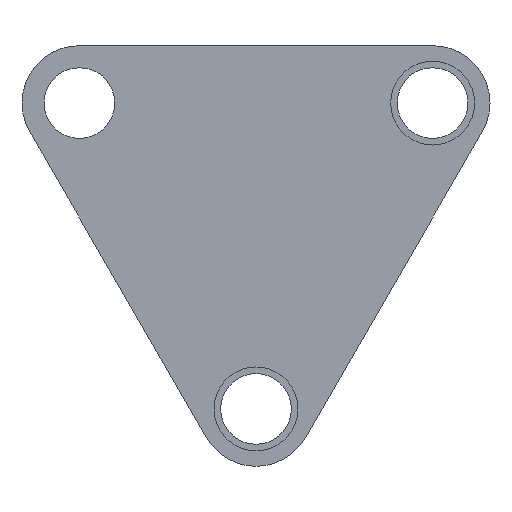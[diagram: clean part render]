
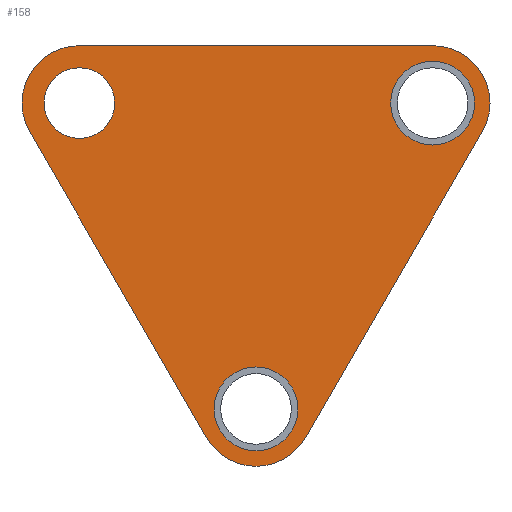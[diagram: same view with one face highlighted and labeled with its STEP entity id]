
A CAD part, front view. The second image highlights one B-rep face of the part: STEP entity #158.
In plain terms, the highlighted planar face has unit normal (0, -1, 0).
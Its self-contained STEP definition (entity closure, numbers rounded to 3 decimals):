
#2 = DIRECTION ( 'NONE',  ( 0., 1., 0. ) ) ;
#3 = DIRECTION ( 'NONE',  ( 0., 0., -1. ) ) ;
#11 = ORIENTED_EDGE ( 'NONE', *, *, #291, .F. ) ;
#23 = EDGE_CURVE ( 'NONE', #30, #436, #287, .T. ) ;
#28 = CARTESIAN_POINT ( 'NONE',  ( 0., 0., 0. ) ) ;
#30 = VERTEX_POINT ( 'NONE', #624 ) ;
#32 = EDGE_CURVE ( 'NONE', #521, #736, #179, .T. ) ;
#33 = DIRECTION ( 'NONE',  ( 0., 1., 0. ) ) ;
#41 = ORIENTED_EDGE ( 'NONE', *, *, #503, .T. ) ;
#42 = EDGE_CURVE ( 'NONE', #407, #412, #524, .T. ) ;
#51 = EDGE_CURVE ( 'NONE', #736, #521, #277, .T. ) ;
#55 = DIRECTION ( 'NONE',  ( 0., 1., 0. ) ) ;
#72 = CARTESIAN_POINT ( 'NONE',  ( 20., 0., -34.641 ) ) ;
#88 = DIRECTION ( 'NONE',  ( 0.5, 0., 0.866 ) ) ;
#95 = CARTESIAN_POINT ( 'NONE',  ( 0., 0., 0. ) ) ;
#105 = VECTOR ( 'NONE', #405, 1000. ) ;
#110 = EDGE_LOOP ( 'NONE', ( #273, #388 ) ) ;
#114 = DIRECTION ( 'NONE',  ( 0., 0., 1. ) ) ;
#117 = DIRECTION ( 'NONE',  ( 0., 0., 1. ) ) ;
#120 = EDGE_LOOP ( 'NONE', ( #506, #636 ) ) ;
#137 = DIRECTION ( 'NONE',  ( 0., 0., -1. ) ) ;
#138 = AXIS2_PLACEMENT_3D ( 'NONE', #28, #731, #434 ) ;
#146 = FACE_BOUND ( 'NONE', #313, .T. ) ;
#150 = CIRCLE ( 'NONE', #590, 6.5 ) ;
#158 = ADVANCED_FACE ( 'NONE', ( #596, #328, #146, #559 ), #376, .F. ) ;
#168 = VERTEX_POINT ( 'NONE', #271 ) ;
#169 = VERTEX_POINT ( 'NONE', #425 ) ;
#179 = CIRCLE ( 'NONE', #605, 4.75 ) ;
#181 = ORIENTED_EDGE ( 'NONE', *, *, #426, .F. ) ;
#186 = CIRCLE ( 'NONE', #438, 4. ) ;
#200 = CARTESIAN_POINT ( 'NONE',  ( 40., 0., 0. ) ) ;
#213 = VERTEX_POINT ( 'NONE', #734 ) ;
#215 = CIRCLE ( 'NONE', #703, 6.5 ) ;
#216 = LINE ( 'NONE', #683, #514 ) ;
#226 = DIRECTION ( 'NONE',  ( 0., -1., 0. ) ) ;
#234 = EDGE_CURVE ( 'NONE', #692, #213, #428, .T. ) ;
#251 = CARTESIAN_POINT ( 'NONE',  ( 40., 0., 0. ) ) ;
#262 = CARTESIAN_POINT ( 'NONE',  ( 40., 0., 4.75 ) ) ;
#271 = CARTESIAN_POINT ( 'NONE',  ( 0., 0., -4. ) ) ;
#273 = ORIENTED_EDGE ( 'NONE', *, *, #32, .F. ) ;
#277 = CIRCLE ( 'NONE', #430, 4.75 ) ;
#279 = EDGE_CURVE ( 'NONE', #168, #169, #527, .T. ) ;
#287 = LINE ( 'NONE', #686, #377 ) ;
#288 = VERTEX_POINT ( 'NONE', #614 ) ;
#290 = ORIENTED_EDGE ( 'NONE', *, *, #23, .T. ) ;
#291 = EDGE_CURVE ( 'NONE', #412, #288, #728, .T. ) ;
#296 = CARTESIAN_POINT ( 'NONE',  ( 25.629, 0., -37.891 ) ) ;
#297 = EDGE_CURVE ( 'NONE', #482, #288, #216, .T. ) ;
#308 = ORIENTED_EDGE ( 'NONE', *, *, #327, .F. ) ;
#313 = EDGE_LOOP ( 'NONE', ( #41, #336 ) ) ;
#324 = CARTESIAN_POINT ( 'NONE',  ( 0., 0., 0. ) ) ;
#327 = EDGE_CURVE ( 'NONE', #30, #407, #150, .T. ) ;
#328 = FACE_BOUND ( 'NONE', #110, .T. ) ;
#334 = DIRECTION ( 'NONE',  ( 0., 1., 0. ) ) ;
#336 = ORIENTED_EDGE ( 'NONE', *, *, #279, .T. ) ;
#354 = ORIENTED_EDGE ( 'NONE', *, *, #574, .F. ) ;
#356 = CARTESIAN_POINT ( 'NONE',  ( 20., 0., -39.391 ) ) ;
#375 = AXIS2_PLACEMENT_3D ( 'NONE', #251, #481, #721 ) ;
#376 = PLANE ( 'NONE',  #490 ) ;
#377 = VECTOR ( 'NONE', #516, 1000. ) ;
#381 = CARTESIAN_POINT ( 'NONE',  ( 20., 0., -29.891 ) ) ;
#388 = ORIENTED_EDGE ( 'NONE', *, *, #51, .F. ) ;
#394 = AXIS2_PLACEMENT_3D ( 'NONE', #200, #334, #435 ) ;
#405 = DIRECTION ( 'NONE',  ( 1., 0., 0. ) ) ;
#407 = VERTEX_POINT ( 'NONE', #742 ) ;
#412 = VERTEX_POINT ( 'NONE', #505 ) ;
#425 = CARTESIAN_POINT ( 'NONE',  ( 0., 0., 4. ) ) ;
#426 = EDGE_CURVE ( 'NONE', #482, #627, #677, .T. ) ;
#428 = CIRCLE ( 'NONE', #663, 4.75 ) ;
#430 = AXIS2_PLACEMENT_3D ( 'NONE', #465, #529, #3 ) ;
#434 = DIRECTION ( 'NONE',  ( 0., 0., 1. ) ) ;
#435 = DIRECTION ( 'NONE',  ( 0., 0., 1. ) ) ;
#436 = VERTEX_POINT ( 'NONE', #629 ) ;
#438 = AXIS2_PLACEMENT_3D ( 'NONE', #638, #2, #117 ) ;
#441 = CIRCLE ( 'NONE', #375, 4.75 ) ;
#459 = CARTESIAN_POINT ( 'NONE',  ( 20., 0., -34.641 ) ) ;
#465 = CARTESIAN_POINT ( 'NONE',  ( 20., 0., -34.641 ) ) ;
#475 = CARTESIAN_POINT ( 'NONE',  ( 0., 0., 6.5 ) ) ;
#481 = DIRECTION ( 'NONE',  ( 0., -1., 0. ) ) ;
#482 = VERTEX_POINT ( 'NONE', #296 ) ;
#490 = AXIS2_PLACEMENT_3D ( 'NONE', #95, #33, #602 ) ;
#498 = DIRECTION ( 'NONE',  ( 0., 1., 0. ) ) ;
#503 = EDGE_CURVE ( 'NONE', #169, #168, #186, .T. ) ;
#505 = CARTESIAN_POINT ( 'NONE',  ( 40., 0., 6.5 ) ) ;
#506 = ORIENTED_EDGE ( 'NONE', *, *, #625, .F. ) ;
#509 = DIRECTION ( 'NONE',  ( 0., 0., 1. ) ) ;
#512 = AXIS2_PLACEMENT_3D ( 'NONE', #459, #55, #573 ) ;
#514 = VECTOR ( 'NONE', #88, 1000. ) ;
#516 = DIRECTION ( 'NONE',  ( 0.5, 0., -0.866 ) ) ;
#521 = VERTEX_POINT ( 'NONE', #356 ) ;
#524 = LINE ( 'NONE', #475, #105 ) ;
#527 = CIRCLE ( 'NONE', #138, 4. ) ;
#529 = DIRECTION ( 'NONE',  ( 0., -1., 0. ) ) ;
#543 = EDGE_LOOP ( 'NONE', ( #290, #354, #181, #653, #11, #648, #308 ) ) ;
#559 = FACE_OUTER_BOUND ( 'NONE', #543, .T. ) ;
#573 = DIRECTION ( 'NONE',  ( 0., 0., 1. ) ) ;
#574 = EDGE_CURVE ( 'NONE', #627, #436, #215, .T. ) ;
#581 = CARTESIAN_POINT ( 'NONE',  ( 20., 0., -41.141 ) ) ;
#590 = AXIS2_PLACEMENT_3D ( 'NONE', #324, #498, #509 ) ;
#594 = DIRECTION ( 'NONE',  ( 0., 1., 0. ) ) ;
#596 = FACE_BOUND ( 'NONE', #120, .T. ) ;
#602 = DIRECTION ( 'NONE',  ( 0., 0., 1. ) ) ;
#605 = AXIS2_PLACEMENT_3D ( 'NONE', #750, #226, #659 ) ;
#614 = CARTESIAN_POINT ( 'NONE',  ( 45.629, 0., -3.25 ) ) ;
#624 = CARTESIAN_POINT ( 'NONE',  ( -5.629, 0., -3.25 ) ) ;
#625 = EDGE_CURVE ( 'NONE', #213, #692, #441, .T. ) ;
#627 = VERTEX_POINT ( 'NONE', #581 ) ;
#629 = CARTESIAN_POINT ( 'NONE',  ( 14.371, 0., -37.891 ) ) ;
#636 = ORIENTED_EDGE ( 'NONE', *, *, #234, .F. ) ;
#638 = CARTESIAN_POINT ( 'NONE',  ( 0., 0., 0. ) ) ;
#648 = ORIENTED_EDGE ( 'NONE', *, *, #42, .F. ) ;
#653 = ORIENTED_EDGE ( 'NONE', *, *, #297, .T. ) ;
#659 = DIRECTION ( 'NONE',  ( 0., 0., -1. ) ) ;
#663 = AXIS2_PLACEMENT_3D ( 'NONE', #727, #724, #137 ) ;
#677 = CIRCLE ( 'NONE', #512, 6.5 ) ;
#683 = CARTESIAN_POINT ( 'NONE',  ( 35.629, 0., -20.571 ) ) ;
#686 = CARTESIAN_POINT ( 'NONE',  ( -5.629, 0., -3.25 ) ) ;
#692 = VERTEX_POINT ( 'NONE', #262 ) ;
#703 = AXIS2_PLACEMENT_3D ( 'NONE', #72, #594, #114 ) ;
#721 = DIRECTION ( 'NONE',  ( 0., 0., -1. ) ) ;
#724 = DIRECTION ( 'NONE',  ( 0., -1., 0. ) ) ;
#727 = CARTESIAN_POINT ( 'NONE',  ( 40., 0., 0. ) ) ;
#728 = CIRCLE ( 'NONE', #394, 6.5 ) ;
#731 = DIRECTION ( 'NONE',  ( 0., 1., 0. ) ) ;
#734 = CARTESIAN_POINT ( 'NONE',  ( 40., 0., -4.75 ) ) ;
#736 = VERTEX_POINT ( 'NONE', #381 ) ;
#742 = CARTESIAN_POINT ( 'NONE',  ( 0., 0., 6.5 ) ) ;
#750 = CARTESIAN_POINT ( 'NONE',  ( 20., 0., -34.641 ) ) ;
